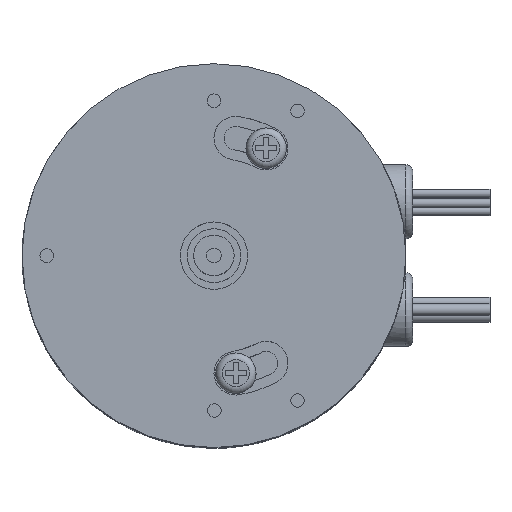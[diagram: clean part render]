
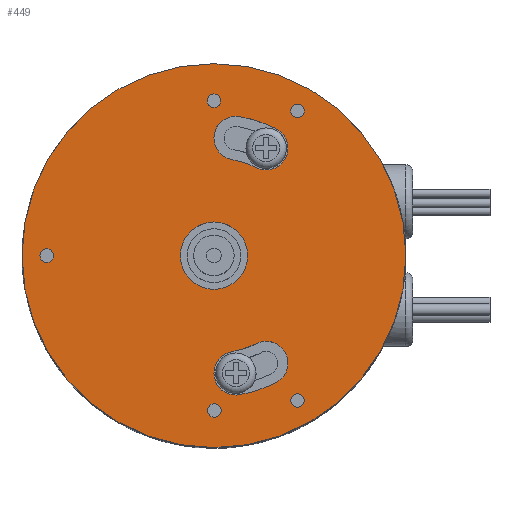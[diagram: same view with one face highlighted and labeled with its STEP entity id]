
A CAD part, top view. The second image highlights one B-rep face of the part: STEP entity #449.
In plain terms, the highlighted planar face has unit normal (0, 0, 1).
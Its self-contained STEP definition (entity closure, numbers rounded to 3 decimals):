
#449 = ADVANCED_FACE( '', ( #1014, #1015, #1016, #1017, #1018, #1019, #1020, #1021, #1022 ), #1023, .F. );
#1014 = FACE_BOUND( '', #1667, .T. );
#1015 = FACE_BOUND( '', #1668, .T. );
#1016 = FACE_BOUND( '', #1669, .T. );
#1017 = FACE_BOUND( '', #1670, .T. );
#1018 = FACE_BOUND( '', #1671, .T. );
#1019 = FACE_BOUND( '', #1672, .T. );
#1020 = FACE_BOUND( '', #1673, .T. );
#1021 = FACE_BOUND( '', #1674, .T. );
#1022 = FACE_OUTER_BOUND( '', #1675, .T. );
#1023 = PLANE( '', #1676 );
#1667 = EDGE_LOOP( '', ( #2794 ) );
#1668 = EDGE_LOOP( '', ( #2795 ) );
#1669 = EDGE_LOOP( '', ( #2796 ) );
#1670 = EDGE_LOOP( '', ( #2797 ) );
#1671 = EDGE_LOOP( '', ( #2798 ) );
#1672 = EDGE_LOOP( '', ( #2799, #2800, #2801, #2802 ) );
#1673 = EDGE_LOOP( '', ( #2803, #2804, #2805, #2806 ) );
#1674 = EDGE_LOOP( '', ( #2807 ) );
#1675 = EDGE_LOOP( '', ( #2808 ) );
#1676 = AXIS2_PLACEMENT_3D( '', #2809, #2810, #2811 );
#2794 = ORIENTED_EDGE( '', *, *, #3356, .T. );
#2795 = ORIENTED_EDGE( '', *, *, #3759, .T. );
#2796 = ORIENTED_EDGE( '', *, *, #3369, .T. );
#2797 = ORIENTED_EDGE( '', *, *, #3652, .T. );
#2798 = ORIENTED_EDGE( '', *, *, #3760, .T. );
#2799 = ORIENTED_EDGE( '', *, *, #3407, .T. );
#2800 = ORIENTED_EDGE( '', *, *, #3358, .T. );
#2801 = ORIENTED_EDGE( '', *, *, #3449, .T. );
#2802 = ORIENTED_EDGE( '', *, *, #3574, .T. );
#2803 = ORIENTED_EDGE( '', *, *, #3461, .F. );
#2804 = ORIENTED_EDGE( '', *, *, #3570, .F. );
#2805 = ORIENTED_EDGE( '', *, *, #3436, .F. );
#2806 = ORIENTED_EDGE( '', *, *, #3559, .F. );
#2807 = ORIENTED_EDGE( '', *, *, #3625, .T. );
#2808 = ORIENTED_EDGE( '', *, *, #3656, .F. );
#2809 = CARTESIAN_POINT( '', ( 0., 0., 74. ) );
#2810 = DIRECTION( '', ( 0., 0., -1. ) );
#2811 = DIRECTION( '', ( -1., 0., 0. ) );
#3356 = EDGE_CURVE( '', #3904, #3904, #3905, .T. );
#3358 = EDGE_CURVE( '', #3907, #3908, #3909, .T. );
#3369 = EDGE_CURVE( '', #3927, #3927, #3928, .T. );
#3407 = EDGE_CURVE( '', #3993, #3907, #3994, .T. );
#3436 = EDGE_CURVE( '', #4044, #4045, #4046, .T. );
#3449 = EDGE_CURVE( '', #3908, #4065, #4066, .T. );
#3461 = EDGE_CURVE( '', #4085, #4086, #4087, .T. );
#3559 = EDGE_CURVE( '', #4086, #4044, #4243, .T. );
#3570 = EDGE_CURVE( '', #4045, #4085, #4256, .T. );
#3574 = EDGE_CURVE( '', #4065, #3993, #4260, .T. );
#3625 = EDGE_CURVE( '', #4340, #4340, #4341, .T. );
#3652 = EDGE_CURVE( '', #4381, #4381, #4382, .T. );
#3656 = EDGE_CURVE( '', #4388, #4388, #4389, .T. );
#3759 = EDGE_CURVE( '', #4539, #4539, #4540, .T. );
#3760 = EDGE_CURVE( '', #4541, #4541, #4542, .T. );
#3904 = VERTEX_POINT( '', #4709 );
#3905 = CIRCLE( '', #4710, 1.007 );
#3907 = VERTEX_POINT( '', #4712 );
#3908 = VERTEX_POINT( '', #4713 );
#3909 = CIRCLE( '', #4714, 3.25 );
#3927 = VERTEX_POINT( '', #4738 );
#3928 = CIRCLE( '', #4739, 1.007 );
#3993 = VERTEX_POINT( '', #4820 );
#3994 = CIRCLE( '', #4821, 14.5 );
#4044 = VERTEX_POINT( '', #4884 );
#4045 = VERTEX_POINT( '', #4885 );
#4046 = CIRCLE( '', #4886, 3.25 );
#4065 = VERTEX_POINT( '', #4909 );
#4066 = CIRCLE( '', #4910, 21. );
#4085 = VERTEX_POINT( '', #4934 );
#4086 = VERTEX_POINT( '', #4935 );
#4087 = CIRCLE( '', #4936, 3.25 );
#4243 = CIRCLE( '', #5133, 14.5 );
#4256 = CIRCLE( '', #5147, 21. );
#4260 = CIRCLE( '', #5151, 3.25 );
#4340 = VERTEX_POINT( '', #5250 );
#4341 = CIRCLE( '', #5251, 5. );
#4381 = VERTEX_POINT( '', #5306 );
#4382 = CIRCLE( '', #5307, 1.007 );
#4388 = VERTEX_POINT( '', #5467 );
#4389 = CIRCLE( '', #5468, 28.5 );
#4539 = VERTEX_POINT( '', #5668 );
#4540 = CIRCLE( '', #5669, 1.007 );
#4541 = VERTEX_POINT( '', #5670 );
#4542 = CIRCLE( '', #5671, 1.007 );
#4709 = CARTESIAN_POINT( '', ( 0.055, -24.007, 74. ) );
#4710 = AXIS2_PLACEMENT_3D( '', #5877, #5878, #5879 );
#4712 = CARTESIAN_POINT( '', ( 6.331, -13.045, 74. ) );
#4713 = CARTESIAN_POINT( '', ( 9.169, -18.893, 74. ) );
#4714 = AXIS2_PLACEMENT_3D( '', #5880, #5881, #5882 );
#4738 = CARTESIAN_POINT( '', ( 12.41, 20.494, 74. ) );
#4739 = AXIS2_PLACEMENT_3D( '', #5895, #5896, #5897 );
#4820 = CARTESIAN_POINT( '', ( 2.655, -14.255, 74. ) );
#4821 = AXIS2_PLACEMENT_3D( '', #5947, #5948, #5949 );
#4884 = CARTESIAN_POINT( '', ( 6.331, 13.045, 74. ) );
#4885 = CARTESIAN_POINT( '', ( 9.169, 18.893, 74. ) );
#4886 = AXIS2_PLACEMENT_3D( '', #5993, #5994, #5995 );
#4909 = CARTESIAN_POINT( '', ( 3.845, -20.645, 74. ) );
#4910 = AXIS2_PLACEMENT_3D( '', #6012, #6013, #6014 );
#4934 = CARTESIAN_POINT( '', ( 3.845, 20.645, 74. ) );
#4935 = CARTESIAN_POINT( '', ( 2.655, 14.255, 74. ) );
#4936 = AXIS2_PLACEMENT_3D( '', #6029, #6030, #6031 );
#5133 = AXIS2_PLACEMENT_3D( '', #6166, #6167, #6168 );
#5147 = AXIS2_PLACEMENT_3D( '', #6182, #6183, #6184 );
#5151 = AXIS2_PLACEMENT_3D( '', #6188, #6189, #6190 );
#5250 = CARTESIAN_POINT( '', ( 0., 5., 74. ) );
#5251 = AXIS2_PLACEMENT_3D( '', #6255, #6256, #6257 );
#5306 = CARTESIAN_POINT( '', ( 12.41, -22.507, 74. ) );
#5307 = AXIS2_PLACEMENT_3D( '', #6279, #6280, #6281 );
#5467 = CARTESIAN_POINT( '', ( 28.5, 0., 74. ) );
#5468 = AXIS2_PLACEMENT_3D( '', #6282, #6283, #6284 );
#5668 = CARTESIAN_POINT( '', ( 0., 21.994, 74. ) );
#5669 = AXIS2_PLACEMENT_3D( '', #6389, #6390, #6391 );
#5670 = CARTESIAN_POINT( '', ( -24.829, -1.007, 74. ) );
#5671 = AXIS2_PLACEMENT_3D( '', #6392, #6393, #6394 );
#5877 = CARTESIAN_POINT( '', ( 0.055, -23., 74. ) );
#5878 = DIRECTION( '', ( 0., 0., -1. ) );
#5879 = DIRECTION( '', ( 0., -1., 0. ) );
#5880 = CARTESIAN_POINT( '', ( 7.75, -15.969, 74. ) );
#5881 = DIRECTION( '', ( 0., 0., -1. ) );
#5882 = DIRECTION( '', ( 0., -1., 0. ) );
#5895 = CARTESIAN_POINT( '', ( 12.41, 21.5, 74. ) );
#5896 = DIRECTION( '', ( 0., 0., -1. ) );
#5897 = DIRECTION( '', ( 0., -1., 0. ) );
#5947 = CARTESIAN_POINT( '', ( 0., 0., 74. ) );
#5948 = DIRECTION( '', ( 0., 0., 1. ) );
#5949 = DIRECTION( '', ( 0., -1., 0. ) );
#5993 = CARTESIAN_POINT( '', ( 7.75, 15.969, 74. ) );
#5994 = DIRECTION( '', ( 0., 0., 1. ) );
#5995 = DIRECTION( '', ( 0., 1., 0. ) );
#6012 = CARTESIAN_POINT( '', ( 0., 0., 74. ) );
#6013 = DIRECTION( '', ( 0., 0., -1. ) );
#6014 = DIRECTION( '', ( 0., -1., 0. ) );
#6029 = CARTESIAN_POINT( '', ( 3.25, 17.45, 74. ) );
#6030 = DIRECTION( '', ( 0., 0., 1. ) );
#6031 = DIRECTION( '', ( 0., -1., 0. ) );
#6166 = CARTESIAN_POINT( '', ( 0., 0., 74. ) );
#6167 = DIRECTION( '', ( 0., 0., -1. ) );
#6168 = DIRECTION( '', ( 0., -1., 0. ) );
#6182 = CARTESIAN_POINT( '', ( 0., 0., 74. ) );
#6183 = DIRECTION( '', ( 0., 0., 1. ) );
#6184 = DIRECTION( '', ( 0., -1., 0. ) );
#6188 = CARTESIAN_POINT( '', ( 3.25, -17.45, 74. ) );
#6189 = DIRECTION( '', ( 0., 0., -1. ) );
#6190 = DIRECTION( '', ( 0., 1., 0. ) );
#6255 = CARTESIAN_POINT( '', ( 0., 0., 74. ) );
#6256 = DIRECTION( '', ( 0., 0., -1. ) );
#6257 = DIRECTION( '', ( 0., 1., 0. ) );
#6279 = CARTESIAN_POINT( '', ( 12.41, -21.5, 74. ) );
#6280 = DIRECTION( '', ( 0., 0., -1. ) );
#6281 = DIRECTION( '', ( 0., -1., 0. ) );
#6282 = CARTESIAN_POINT( '', ( 0., 0., 74. ) );
#6283 = DIRECTION( '', ( 0., 0., -1. ) );
#6284 = DIRECTION( '', ( 1., 0., 0. ) );
#6389 = CARTESIAN_POINT( '', ( 0., 23., 74. ) );
#6390 = DIRECTION( '', ( 0., 0., -1. ) );
#6391 = DIRECTION( '', ( 0., -1., 0. ) );
#6392 = CARTESIAN_POINT( '', ( -24.829, 0., 74. ) );
#6393 = DIRECTION( '', ( 0., 0., -1. ) );
#6394 = DIRECTION( '', ( 0., -1., 0. ) );
